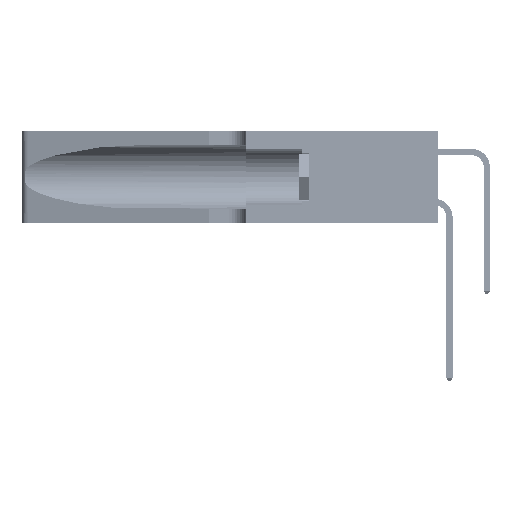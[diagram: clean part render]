
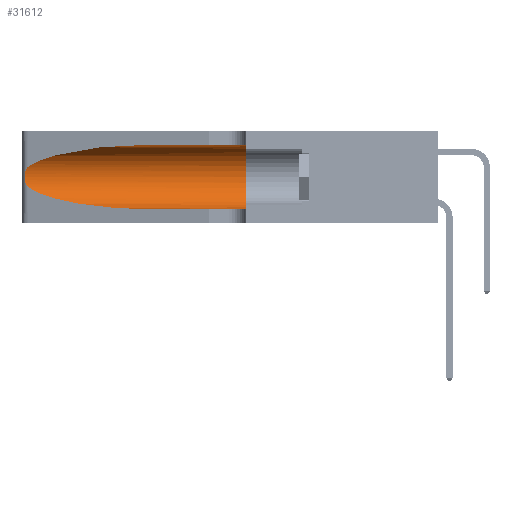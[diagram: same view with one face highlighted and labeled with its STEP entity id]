
A CAD part, left-side view. The second image highlights one B-rep face of the part: STEP entity #31612.
In plain terms, the highlighted cylindrical face has radius 3.308 mm (diameter 6.617 mm), a partial arc.
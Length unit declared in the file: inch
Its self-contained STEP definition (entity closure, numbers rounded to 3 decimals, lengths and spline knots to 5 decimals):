
#437 = CARTESIAN_POINT ( 'NONE',  ( 0.25555, 1.22994, 0.2215 ) ) ;
#629 = CARTESIAN_POINT ( 'NONE',  ( 0.25639, 1.23186, 0.15144 ) ) ;
#768 = CARTESIAN_POINT ( 'NONE',  ( 0.25487, 1.22718, 0.22369 ) ) ;
#1797 = CARTESIAN_POINT ( 'NONE',  ( 0.25487, 1.22718, 0.14631 ) ) ;
#2448 = EDGE_CURVE ( 'NONE', #21310, #11833, #19192, .T. ) ;
#3510 = ORIENTED_EDGE ( 'NONE', *, *, #41773, .F. ) ;
#4856 = EDGE_CURVE ( 'NONE', #36313, #21310, #6351, .T. ) ;
#4930 = CARTESIAN_POINT ( 'NONE',  ( 0.25487, 1.22718, 0.14631 ) ) ;
#5276 = EDGE_CURVE ( 'NONE', #33610, #47881, #21299, .T. ) ;
#6062 = CARTESIAN_POINT ( 'NONE',  ( 0.1305, 0.72297, 0.05475 ) ) ;
#6351 = B_SPLINE_CURVE_WITH_KNOTS ( 'NONE', 3,
 ( #29979, #437, #8955, #38422, #13193, #42621, #17444, #46787, #21629, #51022, #25906, #629, #30157, #4930 ),
 .UNSPECIFIED., .F., .F.,
 ( 4, 2, 2, 2, 2, 2, 4 ),
 ( 0., 0.00027, 0.00053, 0.00107, 0.0016, 0.00187, 0.00214 ),
 .UNSPECIFIED. ) ;
#6893 = CARTESIAN_POINT ( 'NONE',  ( 0.1305, 1.61858, 0.31525 ) ) ;
#7588 = CARTESIAN_POINT ( 'NONE',  ( 0.1305, 0.72297, 0.05475 ) ) ;
#7629 = DIRECTION ( 'NONE',  ( 0., 1., 0. ) ) ;
#8955 = CARTESIAN_POINT ( 'NONE',  ( 0.25639, 1.23184, 0.21858 ) ) ;
#11097 = DIRECTION ( 'NONE',  ( 0., -1., 0. ) ) ;
#11622 = ORIENTED_EDGE ( 'NONE', *, *, #4856, .T. ) ;
#11833 = VERTEX_POINT ( 'NONE', #7588 ) ;
#12139 =( BOUNDED_CURVE ( )  B_SPLINE_CURVE ( 3, ( #43907, #22940, #52305, #27184 ),
 .UNSPECIFIED., .F., .F. ) 
 B_SPLINE_CURVE_WITH_KNOTS ( ( 4, 4 ),
 ( 1.5708, 2.84003 ),
 .UNSPECIFIED. ) 
 CURVE ( )  GEOMETRIC_REPRESENTATION_ITEM ( )  RATIONAL_B_SPLINE_CURVE ( ( 1., 0.87, 0.87, 1. ) ) 
 REPRESENTATION_ITEM ( '' )  );
#13193 = CARTESIAN_POINT ( 'NONE',  ( 0.25854, 1.2359, 0.20912 ) ) ;
#14222 = ORIENTED_EDGE ( 'NONE', *, *, #2448, .T. ) ;
#14450 = AXIS2_PLACEMENT_3D ( 'NONE', #47289, #22142, #26397 ) ;
#15012 = LINE ( 'NONE', #36845, #24924 ) ;
#15616 = FACE_OUTER_BOUND ( 'NONE', #32046, .T. ) ;
#17444 = CARTESIAN_POINT ( 'NONE',  ( 0.26075, 1.23896, 0.19203 ) ) ;
#19192 =( BOUNDED_CURVE ( )  B_SPLINE_CURVE ( 3, ( #1797, #27032, #52147, #6062 ),
 .UNSPECIFIED., .F., .F. ) 
 B_SPLINE_CURVE_WITH_KNOTS ( ( 4, 4 ),
 ( 3.44316, 4.71239 ),
 .UNSPECIFIED. ) 
 CURVE ( )  GEOMETRIC_REPRESENTATION_ITEM ( )  RATIONAL_B_SPLINE_CURVE ( ( 1., 0.87, 0.87, 1. ) ) 
 REPRESENTATION_ITEM ( '' )  );
#21299 = CIRCLE ( 'NONE', #51800, 0.13025 ) ;
#21310 = VERTEX_POINT ( 'NONE', #30245 ) ;
#21629 = CARTESIAN_POINT ( 'NONE',  ( 0.26017, 1.23833, 0.17102 ) ) ;
#22142 = DIRECTION ( 'NONE',  ( 0., -1., 0. ) ) ;
#22940 = CARTESIAN_POINT ( 'NONE',  ( 0.18966, 0.96281, 0.31525 ) ) ;
#24924 = VECTOR ( 'NONE', #32644, 39.37008 ) ;
#25906 = CARTESIAN_POINT ( 'NONE',  ( 0.25789, 1.23486, 0.15765 ) ) ;
#26397 = DIRECTION ( 'NONE',  ( 0., 0., -1. ) ) ;
#27032 = CARTESIAN_POINT ( 'NONE',  ( 0.2373, 1.15595, 0.08982 ) ) ;
#27184 = CARTESIAN_POINT ( 'NONE',  ( 0.25487, 1.22718, 0.22369 ) ) ;
#29273 = ORIENTED_EDGE ( 'NONE', *, *, #45062, .T. ) ;
#29979 = CARTESIAN_POINT ( 'NONE',  ( 0.25487, 1.22718, 0.22369 ) ) ;
#30157 = CARTESIAN_POINT ( 'NONE',  ( 0.25555, 1.22993, 0.14849 ) ) ;
#30245 = CARTESIAN_POINT ( 'NONE',  ( 0.25487, 1.22718, 0.14631 ) ) ;
#31612 = ADVANCED_FACE ( 'NONE', ( #15616 ), #46515, .F. ) ;
#32046 = EDGE_LOOP ( 'NONE', ( #34581, #11622, #14222, #29273, #40489, #3510 ) ) ;
#32644 = DIRECTION ( 'NONE',  ( 0., -1., 0. ) ) ;
#32884 = CARTESIAN_POINT ( 'NONE',  ( 0.1305, 0.35, 0.185 ) ) ;
#33610 = VERTEX_POINT ( 'NONE', #37162 ) ;
#34581 = ORIENTED_EDGE ( 'NONE', *, *, #50490, .T. ) ;
#36313 = VERTEX_POINT ( 'NONE', #768 ) ;
#36845 = CARTESIAN_POINT ( 'NONE',  ( 0.1305, 1.61858, 0.05475 ) ) ;
#37083 = DIRECTION ( 'NONE',  ( 0., 0., 1. ) ) ;
#37162 = CARTESIAN_POINT ( 'NONE',  ( 0.1305, 0.35, 0.31525 ) ) ;
#38102 = LINE ( 'NONE', #6893, #49181 ) ;
#38422 = CARTESIAN_POINT ( 'NONE',  ( 0.25787, 1.23484, 0.2124 ) ) ;
#40489 = ORIENTED_EDGE ( 'NONE', *, *, #5276, .F. ) ;
#41317 = CARTESIAN_POINT ( 'NONE',  ( 0.1305, 0.35, 0.05475 ) ) ;
#41773 = EDGE_CURVE ( 'NONE', #43516, #33610, #38102, .T. ) ;
#42621 = CARTESIAN_POINT ( 'NONE',  ( 0.26018, 1.23835, 0.19895 ) ) ;
#43516 = VERTEX_POINT ( 'NONE', #43766 ) ;
#43766 = CARTESIAN_POINT ( 'NONE',  ( 0.1305, 0.72297, 0.31525 ) ) ;
#43907 = CARTESIAN_POINT ( 'NONE',  ( 0.1305, 0.72297, 0.31525 ) ) ;
#45062 = EDGE_CURVE ( 'NONE', #11833, #47881, #15012, .T. ) ;
#46515 = CYLINDRICAL_SURFACE ( 'NONE', #14450, 0.13025 ) ;
#46787 = CARTESIAN_POINT ( 'NONE',  ( 0.26075, 1.23896, 0.178 ) ) ;
#47289 = CARTESIAN_POINT ( 'NONE',  ( 0.1305, 1.61858, 0.185 ) ) ;
#47881 = VERTEX_POINT ( 'NONE', #41317 ) ;
#49181 = VECTOR ( 'NONE', #11097, 39.37008 ) ;
#50490 = EDGE_CURVE ( 'NONE', #43516, #36313, #12139, .T. ) ;
#51022 = CARTESIAN_POINT ( 'NONE',  ( 0.25856, 1.23593, 0.16098 ) ) ;
#51800 = AXIS2_PLACEMENT_3D ( 'NONE', #32884, #7629, #37083 ) ;
#52147 = CARTESIAN_POINT ( 'NONE',  ( 0.18966, 0.96281, 0.05475 ) ) ;
#52305 = CARTESIAN_POINT ( 'NONE',  ( 0.2373, 1.15595, 0.28018 ) ) ;
